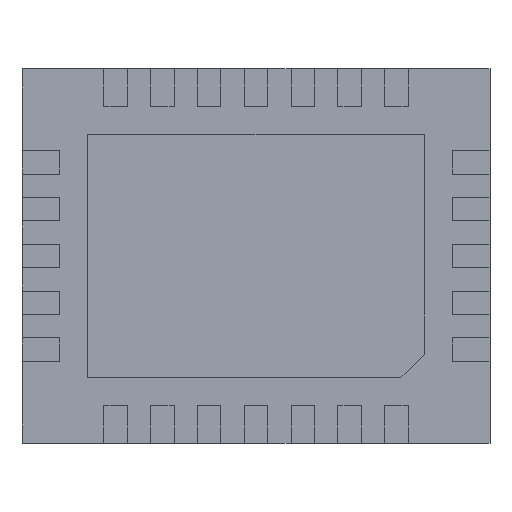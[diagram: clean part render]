
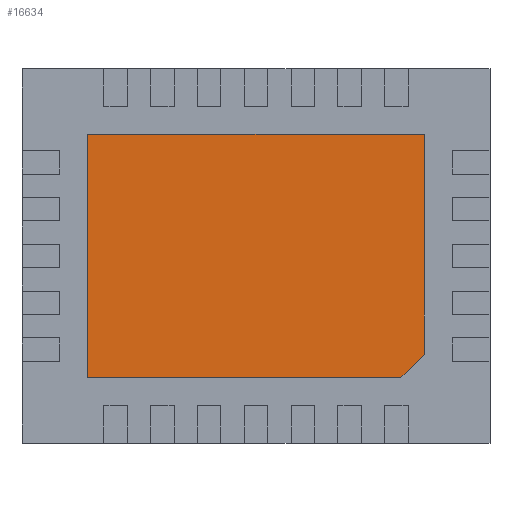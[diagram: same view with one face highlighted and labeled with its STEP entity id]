
A CAD part, front view. The second image highlights one B-rep face of the part: STEP entity #16634.
In plain terms, the highlighted planar face has unit normal (0, -1, 0).
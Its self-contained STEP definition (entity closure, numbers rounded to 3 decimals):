
#16469=DIRECTION('',(-1.,0.,0.));
#16470=VECTOR('',#16469,3.349);
#16471=CARTESIAN_POINT('',(1.549,0.,-1.3));
#16472=LINE('',#16471,#16470);
#16476=DIRECTION('',(0.,0.,1.));
#16477=VECTOR('',#16476,2.6);
#16478=CARTESIAN_POINT('',(-1.8,0.,-1.3));
#16479=LINE('',#16478,#16477);
#16483=DIRECTION('',(1.,0.,0.));
#16484=VECTOR('',#16483,3.6);
#16485=CARTESIAN_POINT('',(-1.8,0.,1.3));
#16486=LINE('',#16485,#16484);
#16490=DIRECTION('',(0.,0.,-1.));
#16491=VECTOR('',#16490,2.349);
#16492=CARTESIAN_POINT('',(1.8,0.,1.3));
#16493=LINE('',#16492,#16491);
#16497=DIRECTION('',(-0.707,0.,-0.707));
#16498=VECTOR('',#16497,0.356);
#16499=CARTESIAN_POINT('',(1.8,0.,-1.049));
#16500=LINE('',#16499,#16498);
#16552=CARTESIAN_POINT('',(1.549,0.,-1.3));
#16553=CARTESIAN_POINT('',(-1.8,0.,-1.3));
#16554=VERTEX_POINT('',#16552);
#16555=VERTEX_POINT('',#16553);
#16556=CARTESIAN_POINT('',(-1.8,0.,1.3));
#16557=VERTEX_POINT('',#16556);
#16558=CARTESIAN_POINT('',(1.8,0.,1.3));
#16559=VERTEX_POINT('',#16558);
#16560=CARTESIAN_POINT('',(1.8,0.,-1.049));
#16561=VERTEX_POINT('',#16560);
#16619=CARTESIAN_POINT('',(0.,0.,0.));
#16620=DIRECTION('',(0.,1.,0.));
#16621=DIRECTION('',(1.,0.,0.));
#16622=AXIS2_PLACEMENT_3D('',#16619,#16620,#16621);
#16623=PLANE('',#16622);
#16624=ORIENTED_EDGE('',*,*,#16581,.T.);
#16626=ORIENTED_EDGE('',*,*,#16625,.T.);
#16628=ORIENTED_EDGE('',*,*,#16627,.T.);
#16630=ORIENTED_EDGE('',*,*,#16629,.T.);
#16631=ORIENTED_EDGE('',*,*,#16612,.T.);
#16632=EDGE_LOOP('',(#16624,#16626,#16628,#16630,#16631));
#16633=FACE_OUTER_BOUND('',#16632,.F.);
#16634=ADVANCED_FACE('',(#16633),#16623,.F.);
#16581=EDGE_CURVE('',#16554,#16555,#16472,.T.);
#16612=EDGE_CURVE('',#16561,#16554,#16500,.T.);
#16625=EDGE_CURVE('',#16555,#16557,#16479,.T.);
#16627=EDGE_CURVE('',#16557,#16559,#16486,.T.);
#16629=EDGE_CURVE('',#16559,#16561,#16493,.T.);
